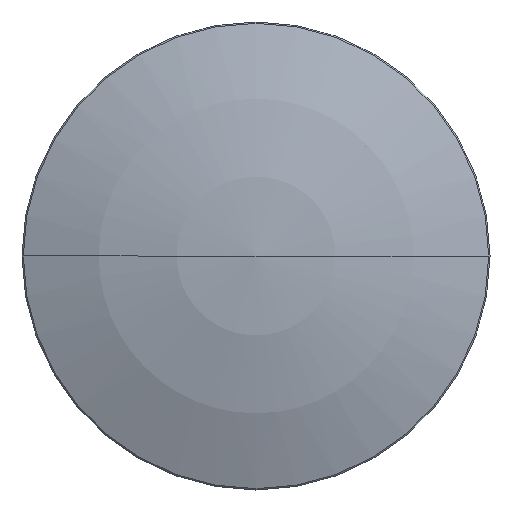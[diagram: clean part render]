
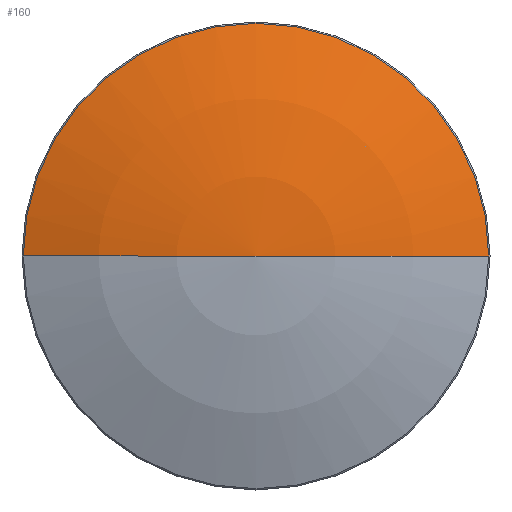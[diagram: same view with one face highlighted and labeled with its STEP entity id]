
A CAD part, left-side view. The second image highlights one B-rep face of the part: STEP entity #160.
In plain terms, the highlighted toroidal (fillet/blend) face has major radius 0.209 mm and minor radius 67 mm.
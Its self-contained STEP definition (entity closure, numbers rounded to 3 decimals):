
#20 = EDGE_CURVE ( 'NONE', #165, #66, #142, .T. ) ;
#38 = ORIENTED_EDGE ( 'NONE', *, *, #39, .F. ) ;
#39 = EDGE_CURVE ( 'NONE', #67, #66, #76, .T. ) ;
#45 = EDGE_CURVE ( 'NONE', #67, #165, #234, .T. ) ;
#57 = DIRECTION ( 'NONE',  ( 0., -1., 0. ) ) ;
#58 = DIRECTION ( 'NONE',  ( 0., 0., 1. ) ) ;
#59 = CARTESIAN_POINT ( 'NONE',  ( 60.75, 0.209, 0. ) ) ;
#64 = EDGE_LOOP ( 'NONE', ( #161, #65, #38 ) ) ;
#65 = ORIENTED_EDGE ( 'NONE', *, *, #20, .T. ) ;
#66 = VERTEX_POINT ( 'NONE', #175 ) ;
#67 = VERTEX_POINT ( 'NONE', #174 ) ;
#72 = DIRECTION ( 'NONE',  ( -1., 0., 0. ) ) ;
#73 = DIRECTION ( 'NONE',  ( 0., 0., -1. ) ) ;
#74 = CARTESIAN_POINT ( 'NONE',  ( 60.75, -0.209, 0. ) ) ;
#75 = AXIS2_PLACEMENT_3D ( 'NONE', #74, #73, #72 ) ;
#76 = CIRCLE ( 'NONE', #75, 67. ) ;
#141 = AXIS2_PLACEMENT_3D ( 'NONE', #59, #58, #57 ) ;
#142 = CIRCLE ( 'NONE', #141, 67. ) ;
#160 = ADVANCED_FACE ( 'NONE', ( #429 ), #388, .T. ) ;
#161 = ORIENTED_EDGE ( 'NONE', *, *, #45, .T. ) ;
#165 = VERTEX_POINT ( 'NONE', #412 ) ;
#174 = CARTESIAN_POINT ( 'NONE',  ( -1.391, -25.259, 0. ) ) ;
#175 = CARTESIAN_POINT ( 'NONE',  ( -6.25, 0., 0. ) ) ;
#230 = DIRECTION ( 'NONE',  ( 0., -1., 0. ) ) ;
#231 = DIRECTION ( 'NONE',  ( -1., 0., 0. ) ) ;
#232 = CARTESIAN_POINT ( 'NONE',  ( -1.391, 0., 0. ) ) ;
#233 = AXIS2_PLACEMENT_3D ( 'NONE', #232, #231, #230 ) ;
#234 = CIRCLE ( 'NONE', #233, 25.259 ) ;
#367 = DIRECTION ( 'NONE',  ( 0., -1., 0. ) ) ;
#368 = DIRECTION ( 'NONE',  ( -1., 0., 0. ) ) ;
#369 = CARTESIAN_POINT ( 'NONE',  ( 60.75, 0., 0. ) ) ;
#370 = AXIS2_PLACEMENT_3D ( 'NONE', #369, #368, #367 ) ;
#388 = TOROIDAL_SURFACE ( 'NONE', #370, 0.209, 67. ) ;
#412 = CARTESIAN_POINT ( 'NONE',  ( -1.391, 25.259, 0. ) ) ;
#429 = FACE_OUTER_BOUND ( 'NONE', #64, .T. ) ;
